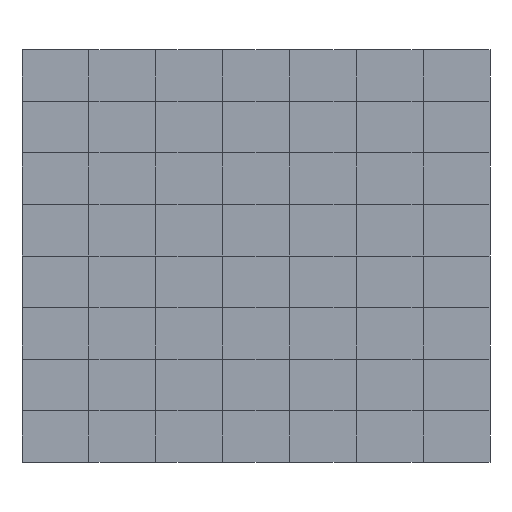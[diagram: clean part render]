
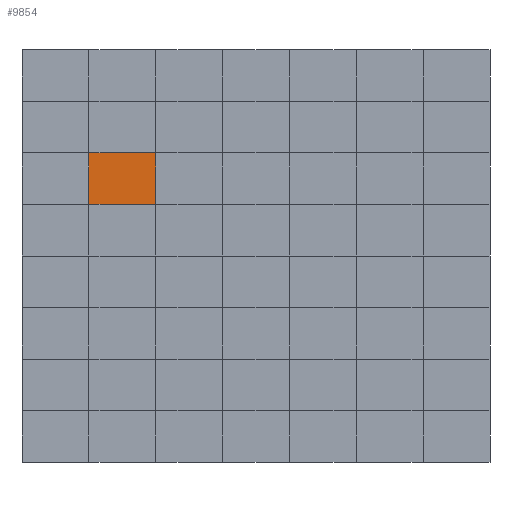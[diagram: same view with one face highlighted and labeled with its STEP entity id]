
A CAD part, front view. The second image highlights one B-rep face of the part: STEP entity #9854.
In plain terms, the highlighted planar face has unit normal (0, -1, 0).
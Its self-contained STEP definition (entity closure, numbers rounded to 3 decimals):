
#334=FACE_OUTER_BOUND('',#961,.T.);
#961=EDGE_LOOP('',(#6954,#6955,#6956,#6957));
#1754=LINE('',#14152,#3098);
#1758=LINE('',#14160,#3102);
#1761=LINE('',#14166,#3105);
#1764=LINE('',#14171,#3108);
#3098=VECTOR('',#11521,10.);
#3102=VECTOR('',#11527,10.);
#3105=VECTOR('',#11532,10.);
#3108=VECTOR('',#11537,10.);
#4358=VERTEX_POINT('',#14150);
#4359=VERTEX_POINT('',#14151);
#4362=VERTEX_POINT('',#14159);
#4364=VERTEX_POINT('',#14165);
#5338=EDGE_CURVE('',#4358,#4359,#1754,.T.);
#5342=EDGE_CURVE('',#4359,#4362,#1758,.T.);
#5345=EDGE_CURVE('',#4362,#4364,#1761,.T.);
#5348=EDGE_CURVE('',#4364,#4358,#1764,.T.);
#6954=ORIENTED_EDGE('',*,*,#5348,.T.);
#6955=ORIENTED_EDGE('',*,*,#5338,.T.);
#6956=ORIENTED_EDGE('',*,*,#5342,.T.);
#6957=ORIENTED_EDGE('',*,*,#5345,.T.);
#9238=PLANE('',#10539);
#9854=ADVANCED_FACE('',(#334),#9238,.F.);
#10539=AXIS2_PLACEMENT_3D('',#14174,#11541,#11542);
#11521=DIRECTION('',(-1.,0.,0.));
#11527=DIRECTION('',(0.,0.,-1.));
#11532=DIRECTION('',(1.,0.,0.));
#11537=DIRECTION('',(0.,0.,1.));
#11541=DIRECTION('center_axis',(0.,1.,0.));
#11542=DIRECTION('ref_axis',(1.,0.,0.));
#14150=CARTESIAN_POINT('',(140.,0.,-108.));
#14151=CARTESIAN_POINT('',(70.,0.,-108.));
#14152=CARTESIAN_POINT('',(140.,0.,-108.));
#14159=CARTESIAN_POINT('',(70.,0.,-162.));
#14160=CARTESIAN_POINT('',(70.,0.,-108.));
#14165=CARTESIAN_POINT('',(140.,0.,-162.));
#14166=CARTESIAN_POINT('',(70.,0.,-162.));
#14171=CARTESIAN_POINT('',(140.,0.,-162.));
#14174=CARTESIAN_POINT('Origin',(105.,0.,-135.));
